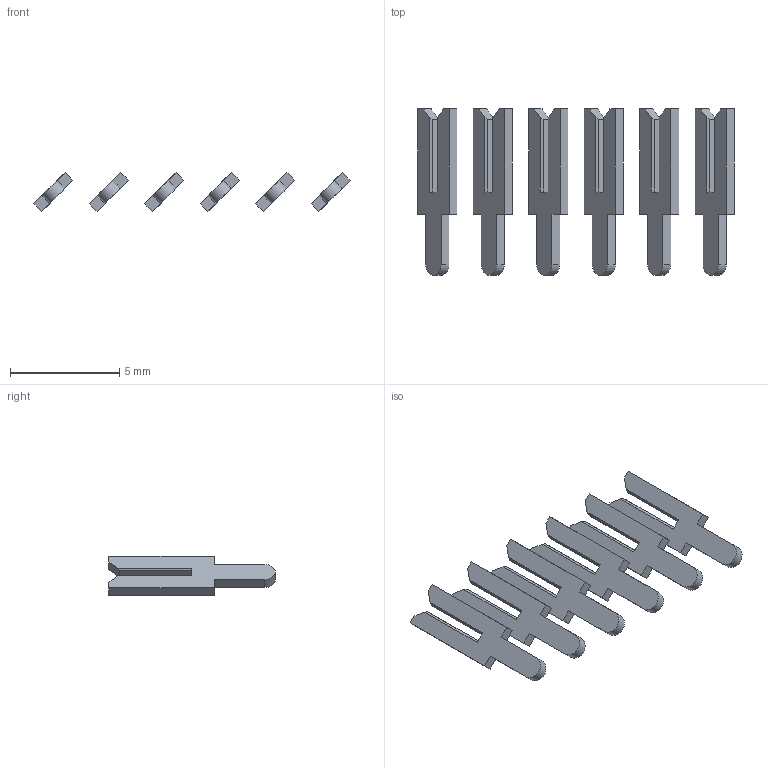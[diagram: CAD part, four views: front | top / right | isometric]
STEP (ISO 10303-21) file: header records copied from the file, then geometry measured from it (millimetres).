
FILE_DESCRIPTION (( 'STEP AP203' ), '1' );
FILE_NAME ('106-006-253-100.STEP', '2020-04-16T21:13:59', ( '' ), ( '' ), 'SwSTEP 2.0', 'SolidWorks 2016', '' );
FILE_SCHEMA (( 'CONFIG_CONTROL_DESIGN' ));
Length unit declared in the file: inch
Products named in the file (2): 100-290-001_100-290-253; 106-006-253-100
Assembly tree (6 placements, depth 2):
  106-006-253-100
    100-290-001_100-290-253  x6
Bounding box: 14.5 x 7.62 x 1.8 mm (x, y, z)
Volume: 33.1 mm3; surface area: 206.4 mm2
Topology: 6 solids, 6 shells, 120 faces, 324 edges, 216 vertices
Faces by surface type: plane 114, cylinder 6
Entity records: 980 total; most frequent: CARTESIAN_POINT 119, DIRECTION 114, ORIENTED_EDGE 108, EDGE_CURVE 54, LINE 52, VECTOR 52, VERTEX_POINT 36, AXIS2_PLACEMENT_3D 31
